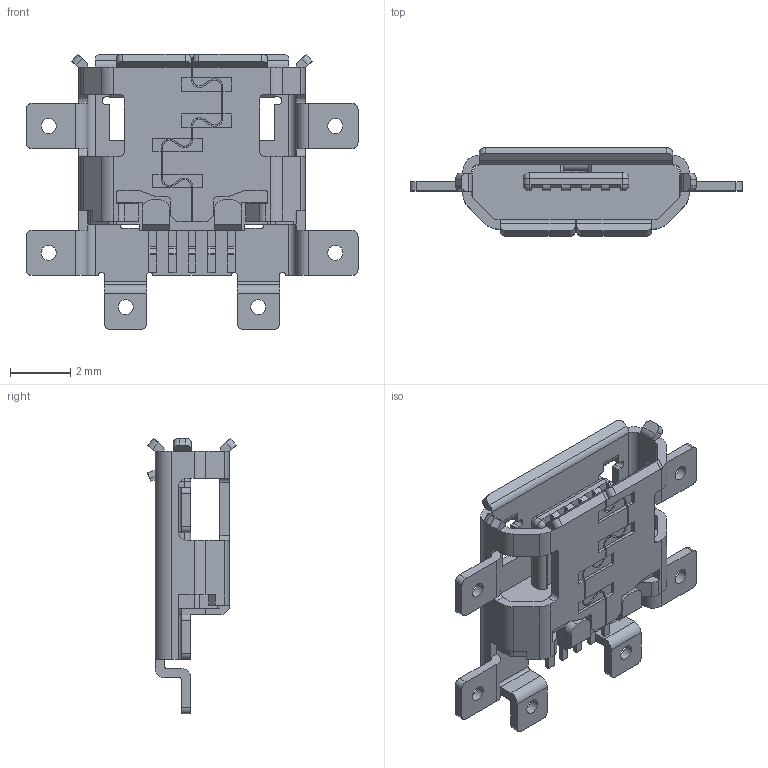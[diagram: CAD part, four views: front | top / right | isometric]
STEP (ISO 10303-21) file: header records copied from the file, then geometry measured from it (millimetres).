
FILE_DESCRIPTION(('FreeCAD Model'),'2;1');
FILE_NAME('SOLID.step','2018-03-12T17:21:47', ('kicad StepUp'),('ksu MCAD'),'Open CASCADE STEP processor 6.8', 'FreeCAD','Unknown');
FILE_SCHEMA(('AUTOMOTIVE_DESIGN_CC2 { 1 2 10303 214 -1 1 5 4 }'));
Products named in the file (1): SOLID
Bounding box: 11 x 2.94 x 9.13 mm (x, y, z)
Volume: 58.8 mm3; surface area: 350.5 mm2
Topology: 1 solids, 1 shells, 531 faces, 1536 edges, 1010 vertices
Faces by surface type: plane 336, cylinder 191, sphere 4
Entity records: 55208 total; most frequent: CARTESIAN_POINT 25926, DIRECTION 5113, ORIENTED_EDGE 3072, PCURVE 3072, DEFINITIONAL_REPRESENTATION 3072, LINE 3062, VECTOR 3062, EDGE_CURVE 1536
